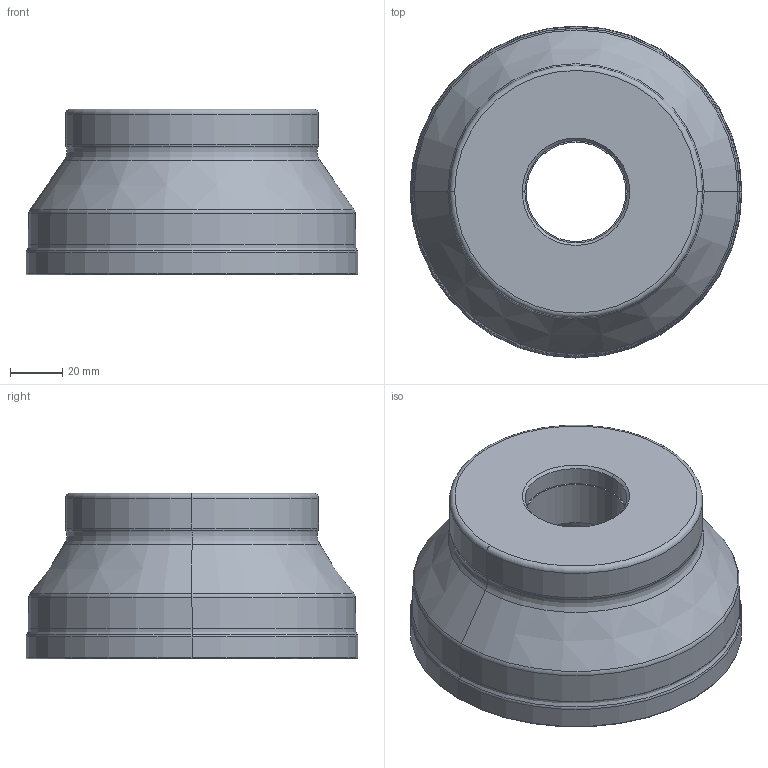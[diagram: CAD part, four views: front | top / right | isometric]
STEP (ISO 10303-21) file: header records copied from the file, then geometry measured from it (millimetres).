
FILE_DESCRIPTION(/* description */ (''),/* implementation_level */ '2;1');
FILE_NAME(/* name */ 'WWX400UR5_0012EA_IR0_016.stp',/* time_stamp */ '2021-02-02T08:24:48+09:00',/* author */ (''),/* organization */ (''),/* preprocessor_version */ 'ST-DEVELOPER v16',/* originating_system */ 'SIEMENS PLM Software NX 10.0',/* authorisation */ '');
FILE_SCHEMA (('AUTOMOTIVE_DESIGN { 1 0 10303 214 3 1 1 1 }'));
Length unit declared in the file: millimetre
Products named in the file (1): WWX400UR5_0012EA_IR0_016_ASM
Bounding box: 127 x 127 x 63.5 mm (x, y, z)
Volume: 548661.3 mm3; surface area: 65775.2 mm2
Topology: 2 solids, 2 shells, 135 faces, 360 edges, 271 vertices
Faces by surface type: torus 48, revolution 24, bspline 24, cone 18, cylinder 16, plane 5
Entity records: 5658 total; most frequent: CARTESIAN_POINT 2054, DIRECTION 820, ORIENTED_EDGE 644, AXIS2_PLACEMENT_3D 380, EDGE_CURVE 322, CIRCLE 282, VERTEX_POINT 192, EDGE_LOOP 140
